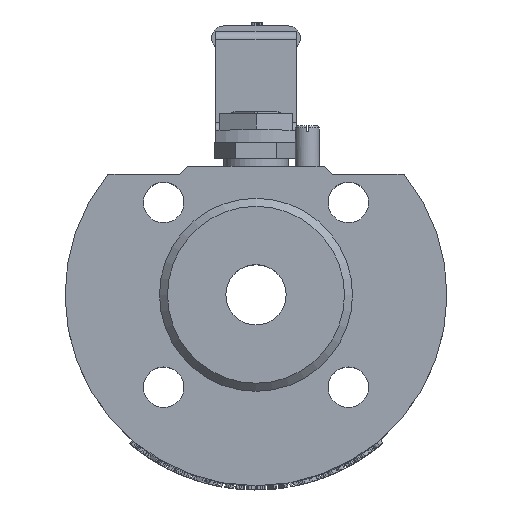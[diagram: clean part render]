
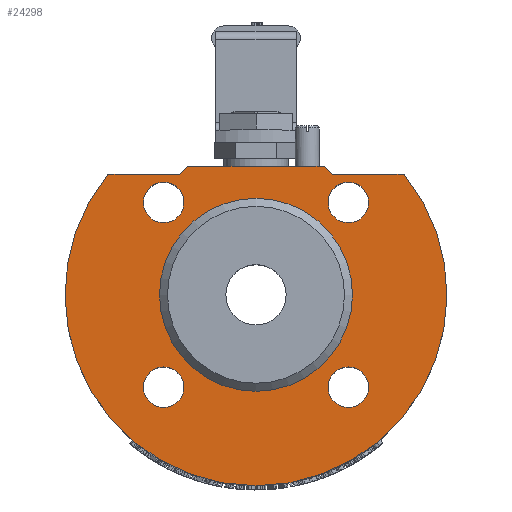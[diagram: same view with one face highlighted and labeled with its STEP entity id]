
A CAD part, top view. The second image highlights one B-rep face of the part: STEP entity #24298.
In plain terms, the highlighted planar face has unit normal (0, 0, 1).
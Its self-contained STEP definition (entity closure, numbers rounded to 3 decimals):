
#80=FACE_BOUND('',#4239,.T.);
#81=FACE_BOUND('',#4240,.T.);
#82=FACE_BOUND('',#4241,.T.);
#83=FACE_BOUND('',#4242,.T.);
#84=FACE_BOUND('',#4243,.T.);
#2052=PLANE('',#25499);
#2889=FACE_OUTER_BOUND('',#4238,.T.);
#4238=EDGE_LOOP('',(#17841,#17842,#17843,#17844,#17845,#17846,#17847,#17848));
#4239=EDGE_LOOP('',(#17849));
#4240=EDGE_LOOP('',(#17850));
#4241=EDGE_LOOP('',(#17851));
#4242=EDGE_LOOP('',(#17852));
#4243=EDGE_LOOP('',(#17853));
#5270=CIRCLE('',#25500,47.5);
#5271=CIRCLE('',#25501,5.053);
#5272=CIRCLE('',#25502,5.053);
#5273=CIRCLE('',#25503,5.053);
#5274=CIRCLE('',#25504,5.053);
#5275=CIRCLE('',#25505,24.);
#6513=LINE('',#36133,#8464);
#6514=LINE('',#36135,#8465);
#6515=LINE('',#36139,#8466);
#6516=LINE('',#36141,#8467);
#6517=LINE('',#36143,#8468);
#6518=LINE('',#36145,#8469);
#6519=LINE('',#36146,#8470);
#8464=VECTOR('',#27882,10.);
#8465=VECTOR('',#27883,10.);
#8466=VECTOR('',#27886,10.);
#8467=VECTOR('',#27887,10.);
#8468=VECTOR('',#27888,10.);
#8469=VECTOR('',#27889,10.);
#8470=VECTOR('',#27890,10.);
#10409=VERTEX_POINT('',#36131);
#10410=VERTEX_POINT('',#36132);
#10411=VERTEX_POINT('',#36134);
#10412=VERTEX_POINT('',#36136);
#10413=VERTEX_POINT('',#36138);
#10414=VERTEX_POINT('',#36140);
#10415=VERTEX_POINT('',#36142);
#10416=VERTEX_POINT('',#36144);
#10417=VERTEX_POINT('',#36147);
#10418=VERTEX_POINT('',#36149);
#10419=VERTEX_POINT('',#36151);
#10420=VERTEX_POINT('',#36153);
#10421=VERTEX_POINT('',#36155);
#13154=EDGE_CURVE('',#10409,#10410,#6513,.T.);
#13155=EDGE_CURVE('',#10409,#10411,#6514,.T.);
#13156=EDGE_CURVE('',#10411,#10412,#5270,.T.);
#13157=EDGE_CURVE('',#10412,#10413,#6515,.T.);
#13158=EDGE_CURVE('',#10414,#10413,#6516,.T.);
#13159=EDGE_CURVE('',#10415,#10414,#6517,.T.);
#13160=EDGE_CURVE('',#10416,#10415,#6518,.T.);
#13161=EDGE_CURVE('',#10410,#10416,#6519,.T.);
#13162=EDGE_CURVE('',#10417,#10417,#5271,.T.);
#13163=EDGE_CURVE('',#10418,#10418,#5272,.T.);
#13164=EDGE_CURVE('',#10419,#10419,#5273,.T.);
#13165=EDGE_CURVE('',#10420,#10420,#5274,.T.);
#13166=EDGE_CURVE('',#10421,#10421,#5275,.T.);
#17841=ORIENTED_EDGE('',*,*,#13154,.F.);
#17842=ORIENTED_EDGE('',*,*,#13155,.T.);
#17843=ORIENTED_EDGE('',*,*,#13156,.T.);
#17844=ORIENTED_EDGE('',*,*,#13157,.T.);
#17845=ORIENTED_EDGE('',*,*,#13158,.F.);
#17846=ORIENTED_EDGE('',*,*,#13159,.F.);
#17847=ORIENTED_EDGE('',*,*,#13160,.F.);
#17848=ORIENTED_EDGE('',*,*,#13161,.F.);
#17849=ORIENTED_EDGE('',*,*,#13162,.T.);
#17850=ORIENTED_EDGE('',*,*,#13163,.T.);
#17851=ORIENTED_EDGE('',*,*,#13164,.T.);
#17852=ORIENTED_EDGE('',*,*,#13165,.T.);
#17853=ORIENTED_EDGE('',*,*,#13166,.T.);
#24298=ADVANCED_FACE('',(#2889,#80,#81,#82,#83,#84),#2052,.T.);
#25499=AXIS2_PLACEMENT_3D('',#36130,#27880,#27881);
#25500=AXIS2_PLACEMENT_3D('',#36137,#27884,#27885);
#25501=AXIS2_PLACEMENT_3D('',#36148,#27891,#27892);
#25502=AXIS2_PLACEMENT_3D('',#36150,#27893,#27894);
#25503=AXIS2_PLACEMENT_3D('',#36152,#27895,#27896);
#25504=AXIS2_PLACEMENT_3D('',#36154,#27897,#27898);
#25505=AXIS2_PLACEMENT_3D('',#36156,#27899,#27900);
#27880=DIRECTION('center_axis',(0.,0.,1.));
#27881=DIRECTION('ref_axis',(1.,0.,0.));
#27882=DIRECTION('',(0.707,0.707,0.));
#27883=DIRECTION('',(-1.,0.,0.));
#27884=DIRECTION('center_axis',(0.,0.,1.));
#27885=DIRECTION('ref_axis',(0.775,-0.632,0.));
#27886=DIRECTION('',(-1.,0.,0.));
#27887=DIRECTION('',(0.707,-0.707,0.));
#27888=DIRECTION('',(1.,0.,0.));
#27889=DIRECTION('',(1.,0.,0.));
#27890=DIRECTION('',(1.,0.,0.));
#27891=DIRECTION('center_axis',(0.,0.,-1.));
#27892=DIRECTION('ref_axis',(-1.,0.,0.));
#27893=DIRECTION('center_axis',(0.,0.,-1.));
#27894=DIRECTION('ref_axis',(-1.,0.,0.));
#27895=DIRECTION('center_axis',(0.,0.,-1.));
#27896=DIRECTION('ref_axis',(-1.,0.,0.));
#27897=DIRECTION('center_axis',(0.,0.,-1.));
#27898=DIRECTION('ref_axis',(-1.,0.,0.));
#27899=DIRECTION('center_axis',(0.,0.,-1.));
#27900=DIRECTION('ref_axis',(-1.,0.,0.));
#36130=CARTESIAN_POINT('Origin',(0.,-1.768,
15.5));
#36131=CARTESIAN_POINT('',(-19.,30.,15.5));
#36132=CARTESIAN_POINT('',(-17.,32.,15.5));
#36133=CARTESIAN_POINT('',(-21.692,27.308,15.5));
#36134=CARTESIAN_POINT('',(-36.827,30.,15.5));
#36135=CARTESIAN_POINT('',(-36.827,30.,15.5));
#36136=CARTESIAN_POINT('',(36.827,30.,15.5));
#36137=CARTESIAN_POINT('Origin',(0.,0.,15.5));
#36138=CARTESIAN_POINT('',(19.,30.,15.5));
#36139=CARTESIAN_POINT('',(-36.827,30.,15.5));
#36140=CARTESIAN_POINT('',(17.,32.,15.5));
#36141=CARTESIAN_POINT('',(21.692,27.308,15.5));
#36142=CARTESIAN_POINT('',(13.875,32.,15.5));
#36143=CARTESIAN_POINT('',(-47.5,32.,15.5));
#36144=CARTESIAN_POINT('',(11.581,32.,15.5));
#36145=CARTESIAN_POINT('',(-47.5,32.,15.5));
#36146=CARTESIAN_POINT('',(-47.5,32.,15.5));
#36147=CARTESIAN_POINT('',(28.034,-22.981,15.5));
#36148=CARTESIAN_POINT('Origin',(22.981,-22.981,15.5));
#36149=CARTESIAN_POINT('',(-17.928,22.981,15.5));
#36150=CARTESIAN_POINT('Origin',(-22.981,22.981,15.5));
#36151=CARTESIAN_POINT('',(28.034,22.981,15.5));
#36152=CARTESIAN_POINT('Origin',(22.981,22.981,15.5));
#36153=CARTESIAN_POINT('',(-17.928,-22.981,15.5));
#36154=CARTESIAN_POINT('Origin',(-22.981,-22.981,15.5));
#36155=CARTESIAN_POINT('',(24.,0.,15.5));
#36156=CARTESIAN_POINT('Origin',(0.,0.,15.5));
